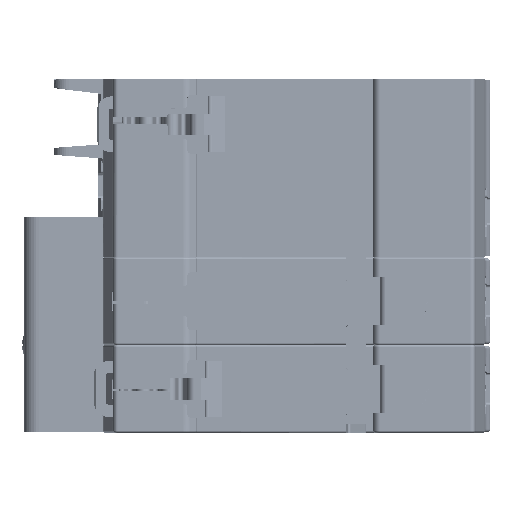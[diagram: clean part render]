
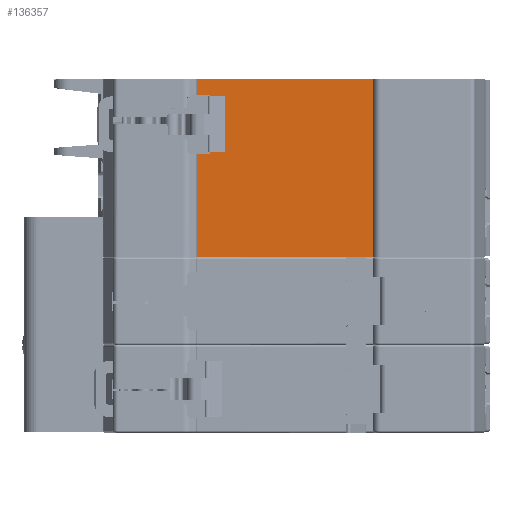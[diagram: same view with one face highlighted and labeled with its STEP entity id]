
A CAD part, front view. The second image highlights one B-rep face of the part: STEP entity #136357.
In plain terms, the highlighted planar face has unit normal (0, -1, 0).
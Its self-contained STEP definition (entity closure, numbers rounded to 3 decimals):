
#6179=DIRECTION('',(1.,0.,0.));
#6180=VECTOR('',#6179,37.);
#6181=CARTESIAN_POINT('',(2.8,-37.,-14.4));
#6182=LINE('',#6181,#6180);
#9398=DIRECTION('',(0.,0.,1.));
#9399=VECTOR('',#9398,35.9);
#9400=CARTESIAN_POINT('',(39.8,-37.,-14.4));
#9401=LINE('',#9400,#9399);
#9402=DIRECTION('',(1.,0.,0.));
#9403=VECTOR('',#9402,0.158);
#9404=CARTESIAN_POINT('',(5.4,-37.,18.05));
#9405=LINE('',#9404,#9403);
#9406=DIRECTION('',(1.,0.,0.));
#9407=VECTOR('',#9406,2.6);
#9408=CARTESIAN_POINT('',(2.8,-37.,18.4));
#9409=LINE('',#9408,#9407);
#9410=DIRECTION('',(0.,0.,-1.));
#9411=VECTOR('',#9410,3.1);
#9412=CARTESIAN_POINT('',(2.8,-37.,21.5));
#9413=LINE('',#9412,#9411);
#9414=DIRECTION('',(0.,0.,1.));
#9415=VECTOR('',#9414,20.8);
#9416=CARTESIAN_POINT('',(2.8,-37.,-14.4));
#9417=LINE('',#9416,#9415);
#9418=DIRECTION('',(1.,0.,0.));
#9419=VECTOR('',#9418,2.6);
#9420=CARTESIAN_POINT('',(2.8,-37.,6.4));
#9421=LINE('',#9420,#9419);
#9422=DIRECTION('',(1.,0.,0.));
#9423=VECTOR('',#9422,0.158);
#9424=CARTESIAN_POINT('',(5.4,-37.,6.75));
#9425=LINE('',#9424,#9423);
#9426=DIRECTION('',(0.,0.,-1.));
#9427=VECTOR('',#9426,11.3);
#9428=CARTESIAN_POINT('',(5.558,-37.,18.05));
#9429=LINE('',#9428,#9427);
#9542=DIRECTION('',(0.,0.,-1.));
#9543=VECTOR('',#9542,0.35);
#9544=CARTESIAN_POINT('',(5.4,-37.,6.75));
#9545=LINE('',#9544,#9543);
#10640=DIRECTION('',(-1.,0.,0.));
#10641=VECTOR('',#10640,37.);
#10642=CARTESIAN_POINT('',(39.8,-37.,21.5));
#10643=LINE('',#10642,#10641);
#24159=DIRECTION('',(0.,0.,-1.));
#24160=VECTOR('',#24159,0.35);
#24161=CARTESIAN_POINT('',(5.4,-37.,18.4));
#24162=LINE('',#24161,#24160);
#99201=CARTESIAN_POINT('',(2.8,-37.,-14.4));
#99202=CARTESIAN_POINT('',(39.8,-37.,-14.4));
#99203=VERTEX_POINT('',#99201);
#99204=VERTEX_POINT('',#99202);
#100133=CARTESIAN_POINT('',(2.8,-37.,6.4));
#100134=CARTESIAN_POINT('',(5.4,-37.,6.4));
#100135=VERTEX_POINT('',#100133);
#100136=VERTEX_POINT('',#100134);
#101320=CARTESIAN_POINT('',(39.8,-37.,21.5));
#101321=CARTESIAN_POINT('',(2.8,-37.,21.5));
#101322=VERTEX_POINT('',#101320);
#101323=VERTEX_POINT('',#101321);
#101374=CARTESIAN_POINT('',(2.8,-37.,18.4));
#101375=VERTEX_POINT('',#101374);
#101384=CARTESIAN_POINT('',(5.4,-37.,18.4));
#101385=VERTEX_POINT('',#101384);
#105870=CARTESIAN_POINT('',(5.4,-37.,18.05));
#105871=CARTESIAN_POINT('',(5.558,-37.,18.05));
#105872=VERTEX_POINT('',#105870);
#105873=VERTEX_POINT('',#105871);
#105874=CARTESIAN_POINT('',(5.4,-37.,6.75));
#105875=CARTESIAN_POINT('',(5.558,-37.,6.75));
#105876=VERTEX_POINT('',#105874);
#105877=VERTEX_POINT('',#105875);
#136328=CARTESIAN_POINT('',(2.8,-37.,0.));
#136329=DIRECTION('',(0.,-1.,0.));
#136330=DIRECTION('',(1.,0.,0.));
#136331=AXIS2_PLACEMENT_3D('',#136328,#136329,#136330);
#136332=PLANE('',#136331);
#136334=ORIENTED_EDGE('',*,*,#136333,.F.);
#136336=ORIENTED_EDGE('',*,*,#136335,.F.);
#136338=ORIENTED_EDGE('',*,*,#136337,.F.);
#136340=ORIENTED_EDGE('',*,*,#136339,.F.);
#136342=ORIENTED_EDGE('',*,*,#136341,.F.);
#136343=ORIENTED_EDGE('',*,*,#136319,.F.);
#136344=ORIENTED_EDGE('',*,*,#131939,.F.);
#136346=ORIENTED_EDGE('',*,*,#136345,.T.);
#136348=ORIENTED_EDGE('',*,*,#136347,.T.);
#136350=ORIENTED_EDGE('',*,*,#136349,.F.);
#136352=ORIENTED_EDGE('',*,*,#136351,.T.);
#136354=ORIENTED_EDGE('',*,*,#136353,.F.);
#136355=EDGE_LOOP('',(#136334,#136336,#136338,#136340,#136342,#136343,#136344,
#136346,#136348,#136350,#136352,#136354));
#136356=FACE_OUTER_BOUND('',#136355,.F.);
#136357=ADVANCED_FACE('',(#136356),#136332,.T.);
#131939=EDGE_CURVE('',#99203,#99204,#6182,.T.);
#136319=EDGE_CURVE('',#99204,#101322,#9401,.T.);
#136333=EDGE_CURVE('',#105872,#105873,#9405,.T.);
#136335=EDGE_CURVE('',#101385,#105872,#24162,.T.);
#136337=EDGE_CURVE('',#101375,#101385,#9409,.T.);
#136339=EDGE_CURVE('',#101323,#101375,#9413,.T.);
#136341=EDGE_CURVE('',#101322,#101323,#10643,.T.);
#136345=EDGE_CURVE('',#99203,#100135,#9417,.T.);
#136347=EDGE_CURVE('',#100135,#100136,#9421,.T.);
#136349=EDGE_CURVE('',#105876,#100136,#9545,.T.);
#136351=EDGE_CURVE('',#105876,#105877,#9425,.T.);
#136353=EDGE_CURVE('',#105873,#105877,#9429,.T.);
